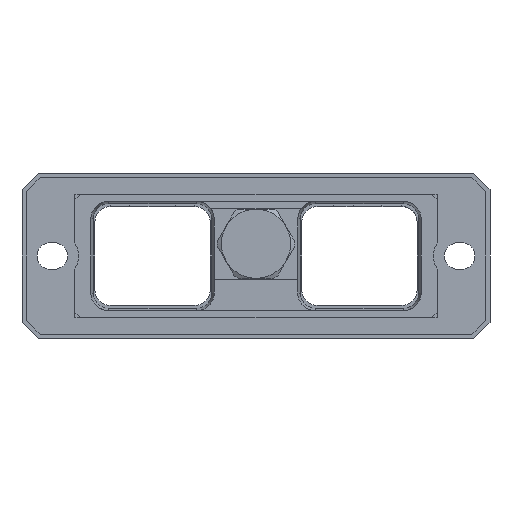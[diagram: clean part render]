
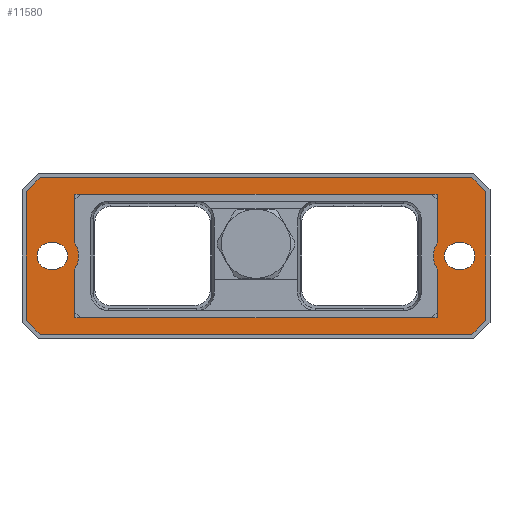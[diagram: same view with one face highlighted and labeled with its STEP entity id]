
A CAD part, front view. The second image highlights one B-rep face of the part: STEP entity #11580.
In plain terms, the highlighted planar face has unit normal (0, -1, 0).
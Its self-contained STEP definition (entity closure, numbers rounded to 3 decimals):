
#9=DIRECTION('',(-1.,0.,0.));
#10=VECTOR('',#9,44.498);
#11=CARTESIAN_POINT('',(22.249,-9.654,-7.579));
#12=LINE('',#11,#10);
#83=DIRECTION('',(0.,0.,-1.));
#84=VECTOR('',#83,5.966);
#85=CARTESIAN_POINT('',(-22.249,-9.654,7.579));
#86=LINE('',#85,#84);
#95=DIRECTION('',(-0.707,0.,-0.707));
#96=VECTOR('',#95,2.413);
#97=CARTESIAN_POINT('',(28.196,-9.654,-7.905));
#98=LINE('',#97,#96);
#99=DIRECTION('',(1.,0.,0.));
#100=VECTOR('',#99,52.98);
#101=CARTESIAN_POINT('',(-26.49,-9.654,-9.611));
#102=LINE('',#101,#100);
#103=DIRECTION('',(-0.707,0.,0.707));
#104=VECTOR('',#103,2.413);
#105=CARTESIAN_POINT('',(-26.49,-9.654,-9.611));
#106=LINE('',#105,#104);
#107=DIRECTION('',(0.707,0.,0.707));
#108=VECTOR('',#107,2.413);
#109=CARTESIAN_POINT('',(-28.196,-9.654,7.905));
#110=LINE('',#109,#108);
#111=DIRECTION('',(1.,0.,0.));
#112=VECTOR('',#111,52.98);
#113=CARTESIAN_POINT('',(-26.49,-9.654,9.611));
#114=LINE('',#113,#112);
#115=DIRECTION('',(0.707,0.,-0.707));
#116=VECTOR('',#115,2.413);
#117=CARTESIAN_POINT('',(26.49,-9.654,9.611));
#118=LINE('',#117,#116);
#119=CARTESIAN_POINT('',(-25.25,-9.654,0.));
#120=DIRECTION('',(0.,1.,0.));
#121=DIRECTION('',(0.,0.,-1.));
#122=AXIS2_PLACEMENT_3D('',#119,#120,#121);
#124=DIRECTION('',(-1.,0.,0.));
#125=VECTOR('',#124,0.5);
#126=CARTESIAN_POINT('',(-24.75,-9.654,-1.626));
#127=LINE('',#126,#125);
#128=CARTESIAN_POINT('',(-24.75,-9.654,0.));
#129=DIRECTION('',(0.,1.,0.));
#130=DIRECTION('',(0.,0.,1.));
#131=AXIS2_PLACEMENT_3D('',#128,#129,#130);
#133=DIRECTION('',(1.,0.,0.));
#134=VECTOR('',#133,0.5);
#135=CARTESIAN_POINT('',(-25.25,-9.654,1.626));
#136=LINE('',#135,#134);
#137=DIRECTION('',(-1.,0.,0.));
#138=VECTOR('',#137,0.5);
#139=CARTESIAN_POINT('',(25.25,-9.654,-1.626));
#140=LINE('',#139,#138);
#141=CARTESIAN_POINT('',(25.25,-9.654,0.));
#142=DIRECTION('',(0.,1.,0.));
#143=DIRECTION('',(0.,0.,1.));
#144=AXIS2_PLACEMENT_3D('',#141,#142,#143);
#146=DIRECTION('',(1.,0.,0.));
#147=VECTOR('',#146,0.5);
#148=CARTESIAN_POINT('',(24.75,-9.654,1.626));
#149=LINE('',#148,#147);
#150=CARTESIAN_POINT('',(24.75,-9.654,0.));
#151=DIRECTION('',(0.,1.,0.));
#152=DIRECTION('',(0.,0.,-1.));
#153=AXIS2_PLACEMENT_3D('',#150,#151,#152);
#155=CARTESIAN_POINT('',(24.75,-9.654,0.));
#156=DIRECTION('',(0.,1.,0.));
#157=DIRECTION('',(-0.84,0.,-0.542));
#158=AXIS2_PLACEMENT_3D('',#155,#156,#157);
#160=CARTESIAN_POINT('',(-24.75,-9.654,0.));
#161=DIRECTION('',(0.,1.,0.));
#162=DIRECTION('',(0.84,0.,0.542));
#163=AXIS2_PLACEMENT_3D('',#160,#161,#162);
#165=DIRECTION('',(0.,0.,1.));
#166=VECTOR('',#165,15.81);
#167=CARTESIAN_POINT('',(28.196,-9.654,-7.905));
#168=LINE('',#167,#166);
#197=DIRECTION('',(0.,0.,-1.));
#198=VECTOR('',#197,15.81);
#199=CARTESIAN_POINT('',(-28.196,-9.654,7.905));
#200=LINE('',#199,#198);
#8576=DIRECTION('',(0.,0.,-1.));
#8577=VECTOR('',#8576,5.966);
#8578=CARTESIAN_POINT('',(22.249,-9.654,-1.613));
#8579=LINE('',#8578,#8577);
#8608=DIRECTION('',(0.,0.,-1.));
#8609=VECTOR('',#8608,5.966);
#8610=CARTESIAN_POINT('',(22.249,-9.654,7.579));
#8611=LINE('',#8610,#8609);
#8636=DIRECTION('',(-1.,0.,0.));
#8637=VECTOR('',#8636,44.498);
#8638=CARTESIAN_POINT('',(22.249,-9.654,7.579));
#8639=LINE('',#8638,#8637);
#9264=DIRECTION('',(0.,0.,-1.));
#9265=VECTOR('',#9264,5.966);
#9266=CARTESIAN_POINT('',(-22.249,-9.654,-1.613));
#9267=LINE('',#9266,#9265);
#9276=CARTESIAN_POINT('',(22.249,-9.654,-7.579));
#9277=CARTESIAN_POINT('',(-22.249,-9.654,-7.579));
#9278=VERTEX_POINT('',#9276);
#9279=VERTEX_POINT('',#9277);
#9284=CARTESIAN_POINT('',(22.249,-9.654,7.579));
#9285=CARTESIAN_POINT('',(-22.249,-9.654,7.579));
#9286=VERTEX_POINT('',#9284);
#9287=VERTEX_POINT('',#9285);
#9384=CARTESIAN_POINT('',(-25.25,-9.654,-1.626));
#9385=CARTESIAN_POINT('',(-25.25,-9.654,1.626));
#9386=VERTEX_POINT('',#9384);
#9387=VERTEX_POINT('',#9385);
#9388=CARTESIAN_POINT('',(-24.75,-9.654,1.626));
#9389=VERTEX_POINT('',#9388);
#9390=CARTESIAN_POINT('',(-24.75,-9.654,-1.626));
#9391=VERTEX_POINT('',#9390);
#9392=CARTESIAN_POINT('',(25.25,-9.654,-1.626));
#9393=CARTESIAN_POINT('',(24.75,-9.654,-1.626));
#9394=VERTEX_POINT('',#9392);
#9395=VERTEX_POINT('',#9393);
#9396=CARTESIAN_POINT('',(24.75,-9.654,1.626));
#9397=VERTEX_POINT('',#9396);
#9398=CARTESIAN_POINT('',(25.25,-9.654,1.626));
#9399=VERTEX_POINT('',#9398);
#9413=CARTESIAN_POINT('',(-22.249,-9.654,1.613));
#9415=VERTEX_POINT('',#9413);
#9417=CARTESIAN_POINT('',(-22.249,-9.654,-1.613));
#9419=VERTEX_POINT('',#9417);
#9424=CARTESIAN_POINT('',(22.249,-9.654,-1.613));
#9425=VERTEX_POINT('',#9424);
#9426=CARTESIAN_POINT('',(22.249,-9.654,1.613));
#9427=VERTEX_POINT('',#9426);
#10874=CARTESIAN_POINT('',(28.196,-9.654,-7.905));
#10875=CARTESIAN_POINT('',(26.49,-9.654,-9.611));
#10876=VERTEX_POINT('',#10874);
#10877=VERTEX_POINT('',#10875);
#10878=CARTESIAN_POINT('',(26.49,-9.654,9.611));
#10879=CARTESIAN_POINT('',(28.196,-9.654,7.905));
#10880=VERTEX_POINT('',#10878);
#10881=VERTEX_POINT('',#10879);
#10882=CARTESIAN_POINT('',(-26.49,-9.654,-9.611));
#10883=CARTESIAN_POINT('',(-28.196,-9.654,-7.905));
#10884=VERTEX_POINT('',#10882);
#10885=VERTEX_POINT('',#10883);
#10886=CARTESIAN_POINT('',(-28.196,-9.654,7.905));
#10887=CARTESIAN_POINT('',(-26.49,-9.654,9.611));
#10888=VERTEX_POINT('',#10886);
#10889=VERTEX_POINT('',#10887);
#11522=CARTESIAN_POINT('',(22.225,-9.654,-7.555));
#11523=DIRECTION('',(0.,1.,0.));
#11524=DIRECTION('',(1.,0.,0.));
#11525=AXIS2_PLACEMENT_3D('',#11522,#11523,#11524);
#11526=PLANE('',#11525);
#11528=ORIENTED_EDGE('',*,*,#11527,.F.);
#11530=ORIENTED_EDGE('',*,*,#11529,.T.);
#11532=ORIENTED_EDGE('',*,*,#11531,.F.);
#11534=ORIENTED_EDGE('',*,*,#11533,.T.);
#11536=ORIENTED_EDGE('',*,*,#11535,.F.);
#11538=ORIENTED_EDGE('',*,*,#11537,.T.);
#11540=ORIENTED_EDGE('',*,*,#11539,.T.);
#11542=ORIENTED_EDGE('',*,*,#11541,.T.);
#11543=EDGE_LOOP('',(#11528,#11530,#11532,#11534,#11536,#11538,#11540,#11542));
#11544=FACE_OUTER_BOUND('',#11543,.F.);
#11546=ORIENTED_EDGE('',*,*,#11545,.F.);
#11548=ORIENTED_EDGE('',*,*,#11547,.F.);
#11550=ORIENTED_EDGE('',*,*,#11549,.F.);
#11552=ORIENTED_EDGE('',*,*,#11551,.F.);
#11553=EDGE_LOOP('',(#11546,#11548,#11550,#11552));
#11554=FACE_BOUND('',#11553,.F.);
#11556=ORIENTED_EDGE('',*,*,#11555,.F.);
#11558=ORIENTED_EDGE('',*,*,#11557,.F.);
#11560=ORIENTED_EDGE('',*,*,#11559,.F.);
#11562=ORIENTED_EDGE('',*,*,#11561,.F.);
#11563=EDGE_LOOP('',(#11556,#11558,#11560,#11562));
#11564=FACE_BOUND('',#11563,.F.);
#11566=ORIENTED_EDGE('',*,*,#11565,.F.);
#11568=ORIENTED_EDGE('',*,*,#11567,.T.);
#11570=ORIENTED_EDGE('',*,*,#11569,.F.);
#11572=ORIENTED_EDGE('',*,*,#11571,.T.);
#11573=ORIENTED_EDGE('',*,*,#11510,.T.);
#11574=ORIENTED_EDGE('',*,*,#11499,.T.);
#11576=ORIENTED_EDGE('',*,*,#11575,.T.);
#11577=ORIENTED_EDGE('',*,*,#11399,.F.);
#11578=EDGE_LOOP('',(#11566,#11568,#11570,#11572,#11573,#11574,#11576,#11577));
#11579=FACE_BOUND('',#11578,.F.);
#11580=ADVANCED_FACE('',(#11544,#11554,#11564,#11579),#11526,.F.);
#123=CIRCLE('',#122,1.626);
#132=CIRCLE('',#131,1.626);
#145=CIRCLE('',#144,1.626);
#154=CIRCLE('',#153,1.626);
#159=CIRCLE('',#158,2.976);
#164=CIRCLE('',#163,2.976);
#11399=EDGE_CURVE('',#9278,#9279,#12,.T.);
#11499=EDGE_CURVE('',#9415,#9419,#164,.T.);
#11510=EDGE_CURVE('',#9287,#9415,#86,.T.);
#11527=EDGE_CURVE('',#10876,#10881,#168,.T.);
#11529=EDGE_CURVE('',#10876,#10877,#98,.T.);
#11531=EDGE_CURVE('',#10884,#10877,#102,.T.);
#11533=EDGE_CURVE('',#10884,#10885,#106,.T.);
#11535=EDGE_CURVE('',#10888,#10885,#200,.T.);
#11537=EDGE_CURVE('',#10888,#10889,#110,.T.);
#11539=EDGE_CURVE('',#10889,#10880,#114,.T.);
#11541=EDGE_CURVE('',#10880,#10881,#118,.T.);
#11545=EDGE_CURVE('',#9386,#9387,#123,.T.);
#11547=EDGE_CURVE('',#9391,#9386,#127,.T.);
#11549=EDGE_CURVE('',#9389,#9391,#132,.T.);
#11551=EDGE_CURVE('',#9387,#9389,#136,.T.);
#11555=EDGE_CURVE('',#9394,#9395,#140,.T.);
#11557=EDGE_CURVE('',#9399,#9394,#145,.T.);
#11559=EDGE_CURVE('',#9397,#9399,#149,.T.);
#11561=EDGE_CURVE('',#9395,#9397,#154,.T.);
#11565=EDGE_CURVE('',#9425,#9278,#8579,.T.);
#11567=EDGE_CURVE('',#9425,#9427,#159,.T.);
#11569=EDGE_CURVE('',#9286,#9427,#8611,.T.);
#11571=EDGE_CURVE('',#9286,#9287,#8639,.T.);
#11575=EDGE_CURVE('',#9419,#9279,#9267,.T.);
